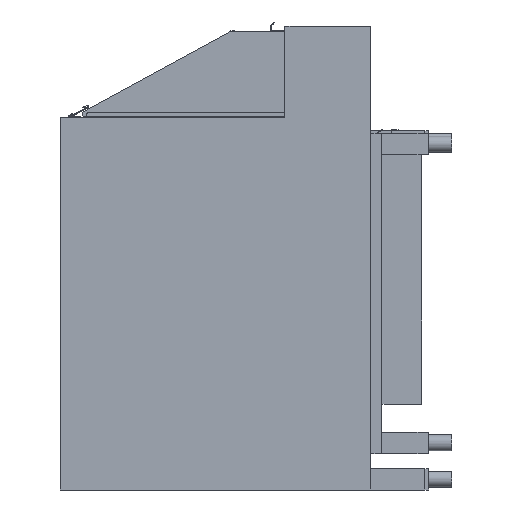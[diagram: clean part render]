
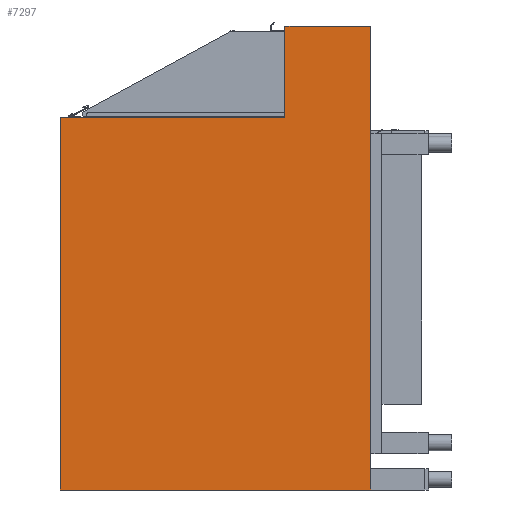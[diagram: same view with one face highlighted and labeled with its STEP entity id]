
A CAD part, left-side view. The second image highlights one B-rep face of the part: STEP entity #7297.
In plain terms, the highlighted planar face has unit normal (-1, 0, 0).
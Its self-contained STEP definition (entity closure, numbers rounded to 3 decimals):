
#410=FACE_OUTER_BOUND('',#878,.T.);
#878=EDGE_LOOP('',(#4877,#4878,#4879,#4880,#4881,#4882));
#1356=LINE('',#10697,#2217);
#1360=LINE('',#10706,#2221);
#1363=LINE('',#10710,#2224);
#1365=LINE('',#10715,#2226);
#1368=LINE('',#10721,#2229);
#1371=LINE('',#10725,#2232);
#2217=VECTOR('',#8527,10.);
#2221=VECTOR('',#8533,10.);
#2224=VECTOR('',#8538,10.);
#2226=VECTOR('',#8542,10.);
#2229=VECTOR('',#8547,10.);
#2232=VECTOR('',#8552,10.);
#3070=VERTEX_POINT('',#10694);
#3071=VERTEX_POINT('',#10696);
#3074=VERTEX_POINT('',#10703);
#3075=VERTEX_POINT('',#10705);
#3077=VERTEX_POINT('',#10714);
#3079=VERTEX_POINT('',#10720);
#3782=EDGE_CURVE('',#3071,#3070,#1356,.T.);
#3786=EDGE_CURVE('',#3075,#3074,#1360,.T.);
#3789=EDGE_CURVE('',#3070,#3075,#1363,.T.);
#3791=EDGE_CURVE('',#3077,#3071,#1365,.T.);
#3794=EDGE_CURVE('',#3079,#3077,#1368,.T.);
#3797=EDGE_CURVE('',#3074,#3079,#1371,.T.);
#4877=ORIENTED_EDGE('',*,*,#3797,.T.);
#4878=ORIENTED_EDGE('',*,*,#3794,.T.);
#4879=ORIENTED_EDGE('',*,*,#3791,.T.);
#4880=ORIENTED_EDGE('',*,*,#3782,.T.);
#4881=ORIENTED_EDGE('',*,*,#3789,.T.);
#4882=ORIENTED_EDGE('',*,*,#3786,.T.);
#6901=PLANE('',#7846);
#7297=ADVANCED_FACE('',(#410),#6901,.T.);
#7846=AXIS2_PLACEMENT_3D('',#10727,#8555,#8556);
#8527=DIRECTION('',(0.,1.,0.));
#8533=DIRECTION('',(0.,-1.,0.));
#8538=DIRECTION('',(0.,0.,-1.));
#8542=DIRECTION('',(0.,0.,-1.));
#8547=DIRECTION('',(0.,1.,0.));
#8552=DIRECTION('',(0.,0.,1.));
#8555=DIRECTION('center_axis',(-1.,0.,0.));
#8556=DIRECTION('ref_axis',(0.,0.,1.));
#10694=CARTESIAN_POINT('',(-600.,579.,-170.));
#10696=CARTESIAN_POINT('',(-600.,160.,-170.));
#10697=CARTESIAN_POINT('',(-600.,579.,-170.));
#10703=CARTESIAN_POINT('',(-600.,0.,-865.));
#10705=CARTESIAN_POINT('',(-600.,579.,-865.));
#10706=CARTESIAN_POINT('',(-600.,0.,-865.));
#10710=CARTESIAN_POINT('',(-600.,579.,-865.));
#10714=CARTESIAN_POINT('',(-600.,160.,0.));
#10715=CARTESIAN_POINT('',(-600.,160.,-170.));
#10720=CARTESIAN_POINT('',(-600.,0.,0.));
#10721=CARTESIAN_POINT('',(-600.,160.,0.));
#10725=CARTESIAN_POINT('',(-600.,0.,0.));
#10727=CARTESIAN_POINT('Origin',(-600.,289.5,-432.5));
